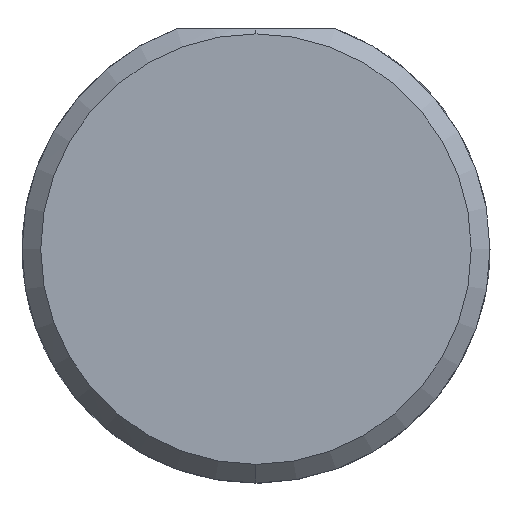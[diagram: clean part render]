
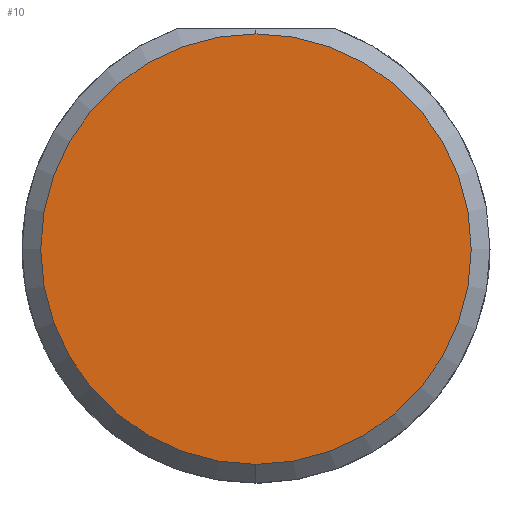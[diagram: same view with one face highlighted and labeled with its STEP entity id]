
A CAD part, left-side view. The second image highlights one B-rep face of the part: STEP entity #10.
In plain terms, the highlighted planar face has unit normal (-1, 0, 0).
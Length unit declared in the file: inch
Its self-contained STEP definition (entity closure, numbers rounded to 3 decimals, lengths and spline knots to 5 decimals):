
#10 = ADVANCED_FACE ( 'NONE', ( #171 ), #461, .F. ) ;
#28 = DIRECTION ( 'NONE',  ( 1., 0., 0. ) ) ;
#140 = CARTESIAN_POINT ( 'NONE',  ( 0., 0., 0. ) ) ;
#171 = FACE_OUTER_BOUND ( 'NONE', #543, .T. ) ;
#234 = EDGE_CURVE ( 'NONE', #242, #643, #607, .T. ) ;
#242 = VERTEX_POINT ( 'NONE', #633 ) ;
#243 = EDGE_CURVE ( 'NONE', #643, #242, #334, .T. ) ;
#289 = ORIENTED_EDGE ( 'NONE', *, *, #234, .T. ) ;
#315 = AXIS2_PLACEMENT_3D ( 'NONE', #140, #410, #714 ) ;
#327 = CARTESIAN_POINT ( 'NONE',  ( 0., 0., 0. ) ) ;
#334 = CIRCLE ( 'NONE', #870, 0.17235 ) ;
#346 = CARTESIAN_POINT ( 'NONE',  ( 0., 0., 0. ) ) ;
#355 = ORIENTED_EDGE ( 'NONE', *, *, #243, .T. ) ;
#410 = DIRECTION ( 'NONE',  ( -1., 0., 0. ) ) ;
#452 = AXIS2_PLACEMENT_3D ( 'NONE', #327, #28, #453 ) ;
#453 = DIRECTION ( 'NONE',  ( 0., 0., -1. ) ) ;
#461 = PLANE ( 'NONE',  #452 ) ;
#543 = EDGE_LOOP ( 'NONE', ( #289, #355 ) ) ;
#558 = DIRECTION ( 'NONE',  ( -1., 0., 0. ) ) ;
#607 = CIRCLE ( 'NONE', #315, 0.17235 ) ;
#633 = CARTESIAN_POINT ( 'NONE',  ( 0., 0., -0.17235 ) ) ;
#638 = DIRECTION ( 'NONE',  ( 0., 0., -1. ) ) ;
#642 = CARTESIAN_POINT ( 'NONE',  ( 0., 0., 0.17235 ) ) ;
#643 = VERTEX_POINT ( 'NONE', #642 ) ;
#714 = DIRECTION ( 'NONE',  ( 0., 0., -1. ) ) ;
#870 = AXIS2_PLACEMENT_3D ( 'NONE', #346, #558, #638 ) ;
